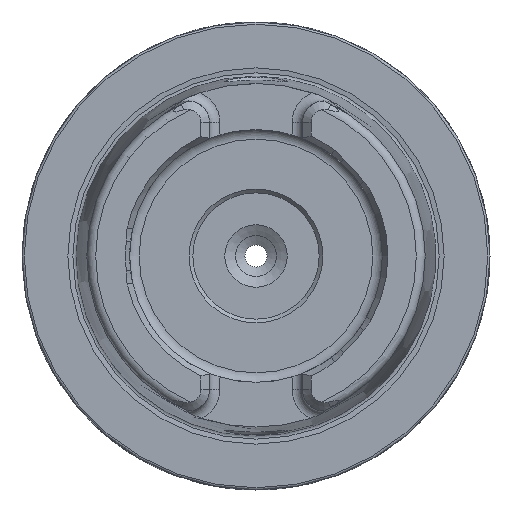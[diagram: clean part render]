
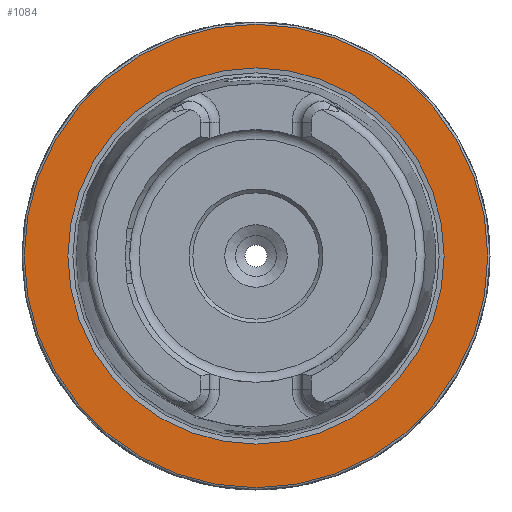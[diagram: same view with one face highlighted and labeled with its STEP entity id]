
A CAD part, left-side view. The second image highlights one B-rep face of the part: STEP entity #1084.
In plain terms, the highlighted planar face has unit normal (-1, 0, 0).
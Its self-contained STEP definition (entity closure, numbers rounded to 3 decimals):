
#346 = ORIENTED_EDGE ( 'NONE', *, *, #4020, .F. ) ;
#650 = FACE_BOUND ( 'NONE', #4136, .T. ) ;
#762 = CARTESIAN_POINT ( 'NONE',  ( 0., 0., 25.324 ) ) ;
#1084 = ADVANCED_FACE ( 'NONE', ( #650, #1602 ), #2407, .F. ) ;
#1602 = FACE_OUTER_BOUND ( 'NONE', #2385, .T. ) ;
#1636 = VERTEX_POINT ( 'NONE', #2973 ) ;
#1887 = AXIS2_PLACEMENT_3D ( 'NONE', #4644, #1963, #5093 ) ;
#1963 = DIRECTION ( 'NONE',  ( -1., 0., 0. ) ) ;
#2385 = EDGE_LOOP ( 'NONE', ( #5637 ) ) ;
#2407 = PLANE ( 'NONE',  #4628 ) ;
#2458 = DIRECTION ( 'NONE',  ( 1., 0., 0. ) ) ;
#2525 = CARTESIAN_POINT ( 'NONE',  ( 0., 0., 0. ) ) ;
#2589 = CIRCLE ( 'NONE', #1887, 25.324 ) ;
#2973 = CARTESIAN_POINT ( 'NONE',  ( 0., 0., 31.2 ) ) ;
#3732 = CARTESIAN_POINT ( 'NONE',  ( 0., 31.2, 0. ) ) ;
#3872 = DIRECTION ( 'NONE',  ( 0., 0., 1. ) ) ;
#3964 = VERTEX_POINT ( 'NONE', #762 ) ;
#4020 = EDGE_CURVE ( 'NONE', #3964, #3964, #2589, .T. ) ;
#4136 = EDGE_LOOP ( 'NONE', ( #346 ) ) ;
#4393 = EDGE_CURVE ( 'NONE', #1636, #1636, #5634, .T. ) ;
#4529 = AXIS2_PLACEMENT_3D ( 'NONE', #2525, #5621, #3872 ) ;
#4620 = DIRECTION ( 'NONE',  ( 0., 0., -1. ) ) ;
#4628 = AXIS2_PLACEMENT_3D ( 'NONE', #3732, #2458, #4620 ) ;
#4644 = CARTESIAN_POINT ( 'NONE',  ( 0., 0., 0. ) ) ;
#5093 = DIRECTION ( 'NONE',  ( 0., 0., 1. ) ) ;
#5621 = DIRECTION ( 'NONE',  ( -1., 0., 0. ) ) ;
#5634 = CIRCLE ( 'NONE', #4529, 31.2 ) ;
#5637 = ORIENTED_EDGE ( 'NONE', *, *, #4393, .T. ) ;
